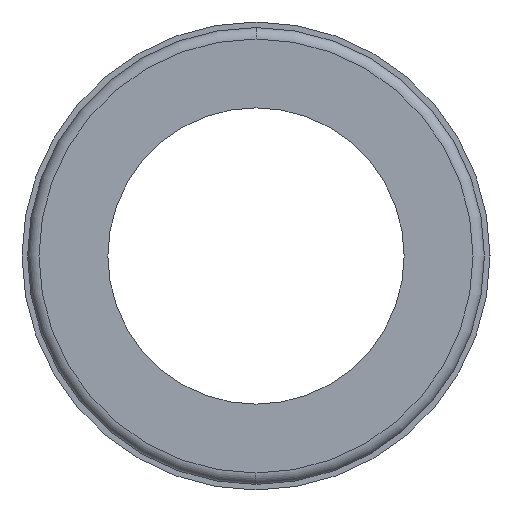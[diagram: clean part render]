
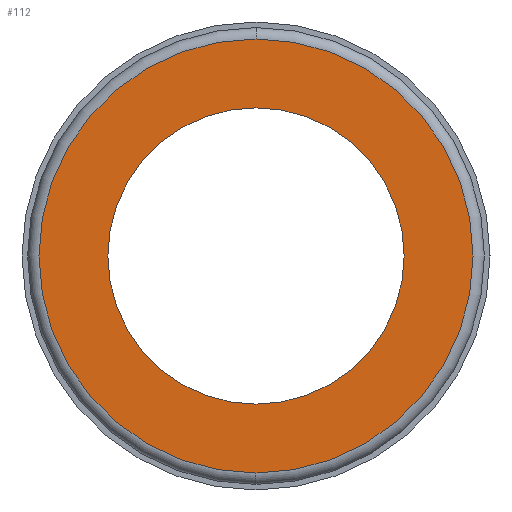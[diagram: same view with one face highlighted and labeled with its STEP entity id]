
A CAD part, left-side view. The second image highlights one B-rep face of the part: STEP entity #112.
In plain terms, the highlighted planar face has unit normal (-1, 0, 0).
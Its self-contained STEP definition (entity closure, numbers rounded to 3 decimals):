
#112=ADVANCED_FACE('',(#255,#256),#257,.T.);
#255=FACE_BOUND('',#399,.T.);
#256=FACE_OUTER_BOUND('',#400,.T.);
#257=PLANE('',#401);
#399=EDGE_LOOP('',(#935,#936));
#400=EDGE_LOOP('',(#937,#938,#939));
#401=AXIS2_PLACEMENT_3D('',#940,#941,#942);
#935=ORIENTED_EDGE('',*,*,#1087,.T.);
#936=ORIENTED_EDGE('',*,*,#1025,.T.);
#937=ORIENTED_EDGE('',*,*,#1111,.T.);
#938=ORIENTED_EDGE('',*,*,#947,.T.);
#939=ORIENTED_EDGE('',*,*,#1112,.T.);
#940=CARTESIAN_POINT('',(-25.115,-4.394,0.0));
#941=DIRECTION('',(-1.0,0.,0.0));
#942=DIRECTION('',(0.,-1.0,0.0));
#947=EDGE_CURVE('',#1114,#1120,#1122,.T.);
#1025=EDGE_CURVE('',#1260,#1264,#1266,.T.);
#1087=EDGE_CURVE('',#1264,#1260,#1368,.T.);
#1111=EDGE_CURVE('',#1393,#1114,#1394,.T.);
#1112=EDGE_CURVE('',#1120,#1393,#1395,.T.);
#1114=VERTEX_POINT('',#1397);
#1120=VERTEX_POINT('',#1403);
#1122=CIRCLE('',#1405,8.788);
#1260=VERTEX_POINT('',#1632);
#1264=VERTEX_POINT('',#1637);
#1266=CIRCLE('',#1640,6.0);
#1368=CIRCLE('',#1789,6.0);
#1393=VERTEX_POINT('',#1814);
#1394=CIRCLE('',#1815,8.788);
#1395=CIRCLE('',#1816,8.788);
#1397=CARTESIAN_POINT('',(-25.115,0.,8.788));
#1403=CARTESIAN_POINT('',(-25.115,0.,-8.788));
#1405=AXIS2_PLACEMENT_3D('',#1829,#1830,#1831);
#1632=CARTESIAN_POINT('',(-25.115,0.,-6.0));
#1637=CARTESIAN_POINT('',(-25.115,0.,6.0));
#1640=AXIS2_PLACEMENT_3D('',#2006,#2007,#2008);
#1789=AXIS2_PLACEMENT_3D('',#2098,#2099,#2100);
#1814=CARTESIAN_POINT('',(-25.115,-8.788,0.0));
#1815=AXIS2_PLACEMENT_3D('',#2170,#2171,#2172);
#1816=AXIS2_PLACEMENT_3D('',#2173,#2174,#2175);
#1829=CARTESIAN_POINT('',(-25.115,0.,0.0));
#1830=DIRECTION('',(-1.0,0.,0.0));
#1831=DIRECTION('',(0.,-1.0,0.0));
#2006=CARTESIAN_POINT('',(-25.115,0.0,0.0));
#2007=DIRECTION('',(1.0,0.,0.0));
#2008=DIRECTION('',(0.0,0.0,-1.0));
#2098=CARTESIAN_POINT('',(-25.115,0.0,0.0));
#2099=DIRECTION('',(1.0,0.,0.0));
#2100=DIRECTION('',(0.0,0.0,-1.0));
#2170=CARTESIAN_POINT('',(-25.115,0.,0.0));
#2171=DIRECTION('',(-1.0,0.,0.0));
#2172=DIRECTION('',(0.,-1.0,0.0));
#2173=CARTESIAN_POINT('',(-25.115,0.,0.0));
#2174=DIRECTION('',(-1.0,0.,0.0));
#2175=DIRECTION('',(0.,-1.0,0.0));
